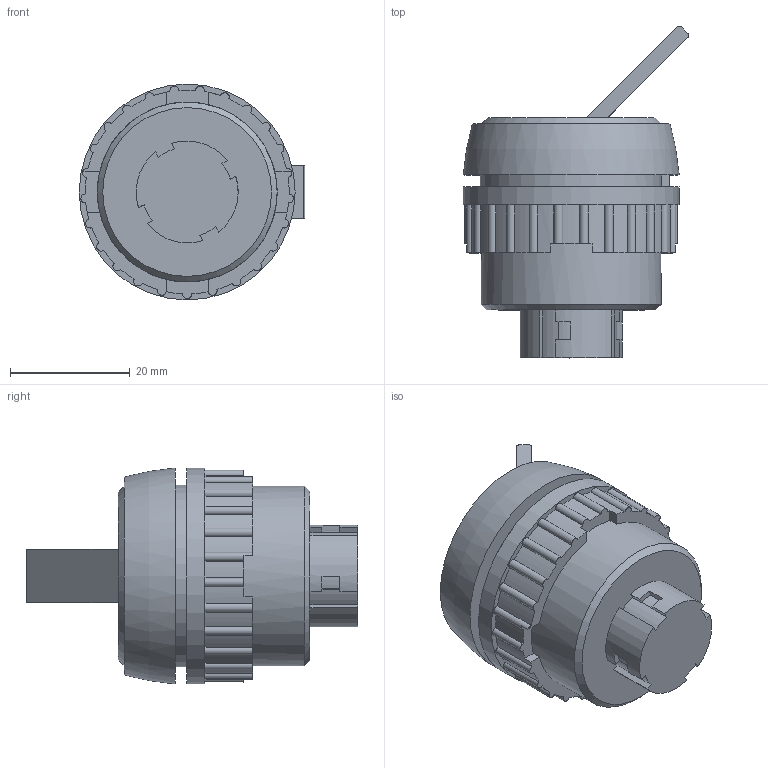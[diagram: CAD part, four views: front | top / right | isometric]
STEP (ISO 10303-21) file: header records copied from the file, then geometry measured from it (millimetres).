
FILE_DESCRIPTION(/* description */ ('STEP AP214'),/* implementation_level */ '2;1');
FILE_NAME(/* name */ '9306_H-30-SW',/* time_stamp */ '2024-08-28T22:54:04+02:00',/* author */ ('License CC BY-ND 4.0'),/* organization */ ('CADENAS'),/* preprocessor_version */ 'ST-DEVELOPER v19.3',/* originating_system */ 'PARTsolutions',/* authorisation */ ' ');
FILE_SCHEMA (('AUTOMOTIVE_DESIGN {1 0 10303 214 3 1 1}'));
Length unit declared in the file: millimetre
Products named in the file (1): 9306 H-30-SW
Bounding box: 37.61 x 55.33 x 36 mm (x, y, z)
Volume: 29408.4 mm3; surface area: 6906 mm2
Topology: 1 solids, 1 shells, 123 faces, 347 edges, 230 vertices
Faces by surface type: cylinder 67, plane 52, cone 3, torus 1
Full cylindrical faces by diameter (mm): 30 x1, 30.3 x1, 36 x1
Entity records: 4881 total; most frequent: DIRECTION 750, CARTESIAN_POINT 688, ORIENTED_EDGE 674, EDGE_CURVE 337, AXIS2_PLACEMENT_3D 289, VERTEX_POINT 227, LINE 172, VECTOR 172
